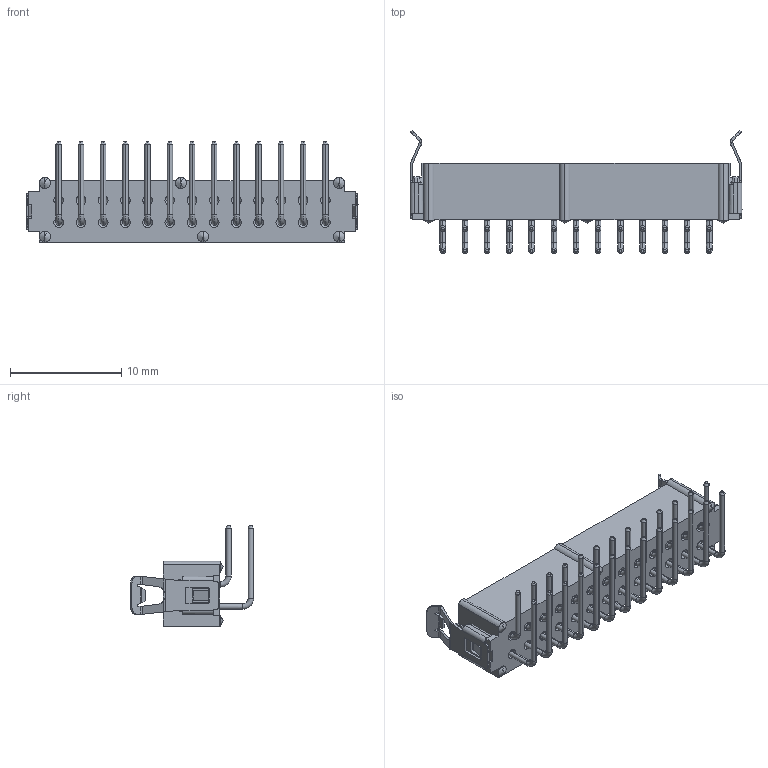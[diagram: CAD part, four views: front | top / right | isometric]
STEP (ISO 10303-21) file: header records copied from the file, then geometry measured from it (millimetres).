
FILE_DESCRIPTION((''),'2;1');
FILE_NAME('M80-8662622_ASM','2011-09-07T',('wbourne'),(''),'PRO/ENGINEER BY PARAMETRIC TECHNOLOGY CORPORATION, 2010280','PRO/ENGINEER BY PARAMETRIC TECHNOLOGY CORPORATION, 2010280','');
FILE_SCHEMA(('CONFIG_CONTROL_DESIGN','SHAPE_APPEARANCE_LAYERS_GROUPS'));
Length unit declared in the file: millimetre
Products named in the file (6): M80-1022698_SEPARATE_ROWS; M80-868-PIN1; M80-868-PIN2; M80-8682622_ASM; M80-001XXXX; M80-8662622_ASM
Assembly tree (30 placements, depth 3):
  M80-8662622_ASM
    M80-8682622_ASM
      M80-1022698_SEPARATE_ROWS
      M80-868-PIN1  x13
      M80-868-PIN2  x13
    M80-001XXXX  x2
Bounding box: 29.9 x 11.1 x 9.05 mm (x, y, z)
Volume: 492.4 mm3; surface area: 1604.6 mm2
Topology: 29 solids, 29 shells, 1046 faces, 2475 edges, 1524 vertices
Faces by surface type: plane 454, cylinder 252, cone 184, bspline 104, torus 52
Entity records: 14895 total; most frequent: CARTESIAN_POINT 2504, DIRECTION 2048, ORIENTED_EDGE 1884, PRESENTATION_STYLE_ASSIGNMENT 946, STYLED_ITEM 946, CURVE_STYLE 942, EDGE_CURVE 942, AXIS2_PLACEMENT_3D 740
